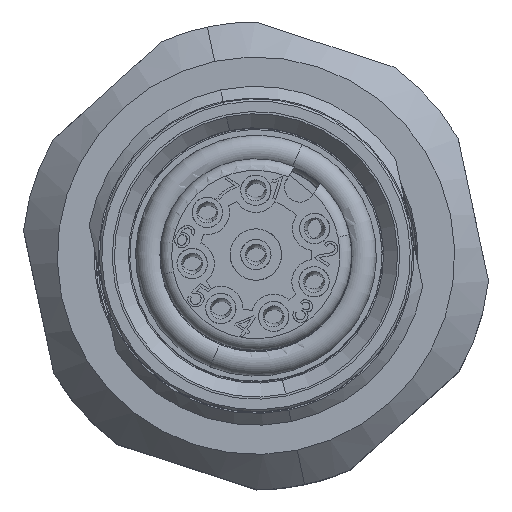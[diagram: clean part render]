
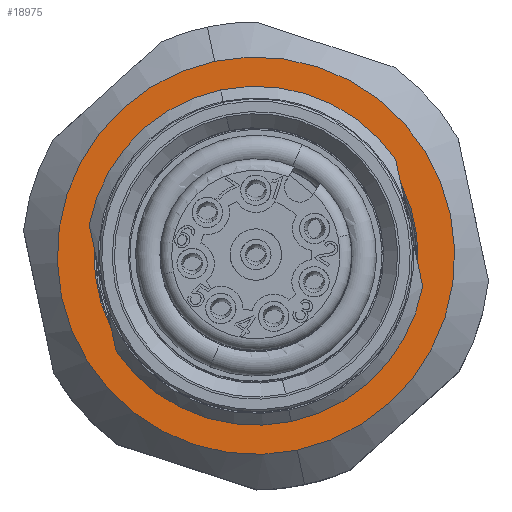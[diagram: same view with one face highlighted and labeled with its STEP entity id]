
A CAD part, top view. The second image highlights one B-rep face of the part: STEP entity #18975.
In plain terms, the highlighted planar face has unit normal (0, 0, 1).
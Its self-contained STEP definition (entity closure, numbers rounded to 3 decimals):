
#18336=AXIS2_PLACEMENT_3D('Circle Axis2P3D',#18334,#18335,$) ;
#18353=AXIS2_PLACEMENT_3D('Circle Axis2P3D',#18351,#18352,$) ;
#18585=AXIS2_PLACEMENT_3D('Circle Axis2P3D',#18583,#18584,$) ;
#18602=AXIS2_PLACEMENT_3D('Circle Axis2P3D',#18600,#18601,$) ;
#18925=AXIS2_PLACEMENT_3D('Circle Axis2P3D',#18923,#18924,$) ;
#18938=AXIS2_PLACEMENT_3D('Plane Axis2P3D',#18935,#18936,#18937) ;
#18942=AXIS2_PLACEMENT_3D('Circle Axis2P3D',#18940,#18941,$) ;
#18951=AXIS2_PLACEMENT_3D('Circle Axis2P3D',#18949,#18950,$) ;
#18960=AXIS2_PLACEMENT_3D('Circle Axis2P3D',#18958,#18959,$) ;
#18138=CARTESIAN_POINT('Vertex',(16.127,13.125,23.5)) ;
#18141=CARTESIAN_POINT('Line Origine',(16.023,13.614,23.5)) ;
#18145=CARTESIAN_POINT('Vertex',(15.919,14.102,23.5)) ;
#18163=CARTESIAN_POINT('Vertex',(17.071,8.684,23.5)) ;
#18166=CARTESIAN_POINT('Line Origine',(16.967,9.172,23.5)) ;
#18170=CARTESIAN_POINT('Vertex',(16.863,9.661,23.5)) ;
#18331=CARTESIAN_POINT('Vertex',(8.434,17.092,23.5)) ;
#18334=CARTESIAN_POINT('Axis2P3D Location',(9.942,10.,23.5)) ;
#18351=CARTESIAN_POINT('Axis2P3D Location',(9.942,10.,23.5)) ;
#18355=CARTESIAN_POINT('Vertex',(2.812,11.316,23.5)) ;
#18498=CARTESIAN_POINT('Vertex',(3.756,6.875,23.5)) ;
#18501=CARTESIAN_POINT('Line Origine',(3.86,6.386,23.5)) ;
#18505=CARTESIAN_POINT('Vertex',(3.964,5.898,23.5)) ;
#18516=CARTESIAN_POINT('Line Origine',(2.916,10.828,23.5)) ;
#18520=CARTESIAN_POINT('Vertex',(3.02,10.339,23.5)) ;
#18580=CARTESIAN_POINT('Vertex',(11.449,2.908,23.5)) ;
#18583=CARTESIAN_POINT('Axis2P3D Location',(9.942,10.,23.5)) ;
#18600=CARTESIAN_POINT('Axis2P3D Location',(9.942,10.,23.5)) ;
#18923=CARTESIAN_POINT('Axis2P3D Location',(9.942,10.,23.5)) ;
#18935=CARTESIAN_POINT('Axis2P3D Location',(11.389,3.192,23.5)) ;
#18940=CARTESIAN_POINT('Axis2P3D Location',(9.942,10.,23.5)) ;
#18944=CARTESIAN_POINT('Vertex',(8.174,18.314,23.5)) ;
#18946=CARTESIAN_POINT('Vertex',(11.709,1.686,23.5)) ;
#18949=CARTESIAN_POINT('Axis2P3D Location',(9.942,10.,23.5)) ;
#18958=CARTESIAN_POINT('Axis2P3D Location',(9.942,10.,23.5)) ;
#18142=DIRECTION('Vector Direction',(-0.208,0.978,0.)) ;
#18167=DIRECTION('Vector Direction',(-0.208,0.978,0.)) ;
#18335=DIRECTION('Axis2P3D Direction',(0.,0.,-1.)) ;
#18352=DIRECTION('Axis2P3D Direction',(0.,0.,-1.)) ;
#18502=DIRECTION('Vector Direction',(0.208,-0.978,0.)) ;
#18517=DIRECTION('Vector Direction',(0.208,-0.978,0.)) ;
#18584=DIRECTION('Axis2P3D Direction',(0.,0.,-1.)) ;
#18601=DIRECTION('Axis2P3D Direction',(0.,0.,-1.)) ;
#18924=DIRECTION('Axis2P3D Direction',(0.,0.,1.)) ;
#18936=DIRECTION('Axis2P3D Direction',(0.,0.,1.)) ;
#18937=DIRECTION('Axis2P3D XDirection',(-0.978,-0.208,0.)) ;
#18941=DIRECTION('Axis2P3D Direction',(0.,0.,1.)) ;
#18950=DIRECTION('Axis2P3D Direction',(0.,0.,1.)) ;
#18959=DIRECTION('Axis2P3D Direction',(0.,0.,1.)) ;
#18143=VECTOR('Line Direction',#18142,1.) ;
#18168=VECTOR('Line Direction',#18167,1.) ;
#18503=VECTOR('Line Direction',#18502,1.) ;
#18518=VECTOR('Line Direction',#18517,1.) ;
#18955=ORIENTED_EDGE('',*,*,#18948,.T.) ;
#18956=ORIENTED_EDGE('',*,*,#18953,.T.) ;
#18964=ORIENTED_EDGE('',*,*,#18507,.F.) ;
#18965=ORIENTED_EDGE('',*,*,#18962,.F.) ;
#18966=ORIENTED_EDGE('',*,*,#18522,.F.) ;
#18967=ORIENTED_EDGE('',*,*,#18357,.F.) ;
#18968=ORIENTED_EDGE('',*,*,#18338,.F.) ;
#18969=ORIENTED_EDGE('',*,*,#18147,.F.) ;
#18970=ORIENTED_EDGE('',*,*,#18927,.F.) ;
#18971=ORIENTED_EDGE('',*,*,#18172,.F.) ;
#18972=ORIENTED_EDGE('',*,*,#18604,.F.) ;
#18973=ORIENTED_EDGE('',*,*,#18587,.F.) ;
#18974=FACE_BOUND('',#18963,.T.) ;
#18975=ADVANCED_FACE('Hauptk\X2\00F6\X0\rper',(#18957,#18974),#18939,.T.) ;
#18337=CIRCLE('generated circle',#18336,7.25) ;
#18354=CIRCLE('generated circle',#18353,7.25) ;
#18586=CIRCLE('generated circle',#18585,7.25) ;
#18603=CIRCLE('generated circle',#18602,7.25) ;
#18926=CIRCLE('generated circle',#18925,6.93) ;
#18943=CIRCLE('generated circle',#18942,8.5) ;
#18952=CIRCLE('generated circle',#18951,8.5) ;
#18961=CIRCLE('generated circle',#18960,6.93) ;
#18147=EDGE_CURVE('',#18139,#18146,#18144,.T.) ;
#18172=EDGE_CURVE('',#18164,#18171,#18169,.T.) ;
#18338=EDGE_CURVE('',#18146,#18332,#18337,.F.) ;
#18357=EDGE_CURVE('',#18332,#18356,#18354,.F.) ;
#18507=EDGE_CURVE('',#18499,#18506,#18504,.T.) ;
#18522=EDGE_CURVE('',#18356,#18521,#18519,.T.) ;
#18587=EDGE_CURVE('',#18506,#18581,#18586,.F.) ;
#18604=EDGE_CURVE('',#18581,#18164,#18603,.F.) ;
#18927=EDGE_CURVE('',#18171,#18139,#18926,.T.) ;
#18948=EDGE_CURVE('',#18945,#18947,#18943,.T.) ;
#18953=EDGE_CURVE('',#18947,#18945,#18952,.T.) ;
#18962=EDGE_CURVE('',#18521,#18499,#18961,.T.) ;
#18954=EDGE_LOOP('',(#18955,#18956)) ;
#18963=EDGE_LOOP('',(#18964,#18965,#18966,#18967,#18968,#18969,#18970,#18971,#18972,#18973)) ;
#18957=FACE_OUTER_BOUND('',#18954,.T.) ;
#18144=LINE('Line',#18141,#18143) ;
#18169=LINE('Line',#18166,#18168) ;
#18504=LINE('Line',#18501,#18503) ;
#18519=LINE('Line',#18516,#18518) ;
#18939=PLANE('',#18938) ;
#18139=VERTEX_POINT('',#18138) ;
#18146=VERTEX_POINT('',#18145) ;
#18164=VERTEX_POINT('',#18163) ;
#18171=VERTEX_POINT('',#18170) ;
#18332=VERTEX_POINT('',#18331) ;
#18356=VERTEX_POINT('',#18355) ;
#18499=VERTEX_POINT('',#18498) ;
#18506=VERTEX_POINT('',#18505) ;
#18521=VERTEX_POINT('',#18520) ;
#18581=VERTEX_POINT('',#18580) ;
#18945=VERTEX_POINT('',#18944) ;
#18947=VERTEX_POINT('',#18946) ;
